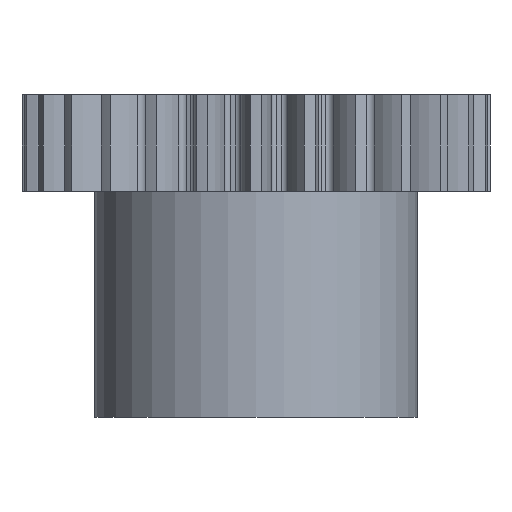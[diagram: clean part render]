
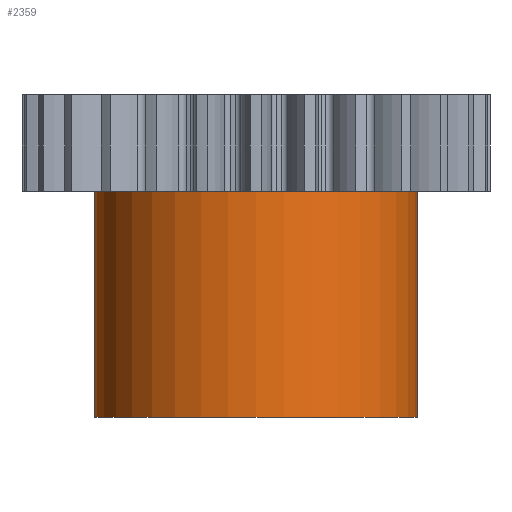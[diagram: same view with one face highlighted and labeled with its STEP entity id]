
A CAD part, front view. The second image highlights one B-rep face of the part: STEP entity #2359.
In plain terms, the highlighted cylindrical face has radius 5 mm (diameter 10 mm), a partial arc.
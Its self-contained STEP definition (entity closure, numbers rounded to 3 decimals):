
#856 = EDGE_CURVE ( 'NONE', #1010, #1245, #3870, .T. ) ;
#1010 = VERTEX_POINT ( 'NONE', #3969 ) ;
#1015 = EDGE_CURVE ( 'NONE', #1267, #1010, #4195, .T. ) ;
#1245 = VERTEX_POINT ( 'NONE', #4581 ) ;
#1247 = EDGE_CURVE ( 'NONE', #1263, #1245, #4569, .T. ) ;
#1263 = VERTEX_POINT ( 'NONE', #4615 ) ;
#1267 = VERTEX_POINT ( 'NONE', #4604 ) ;
#2352 = ORIENTED_EDGE ( 'NONE', *, *, #1015, .F. ) ;
#2358 = ORIENTED_EDGE ( 'NONE', *, *, #1247, .T. ) ;
#2359 = ADVANCED_FACE ( 'NONE', ( #6272 ), #6425, .T. ) ;
#2360 = EDGE_LOOP ( 'NONE', ( #2352, #2424, #2358, #2417 ) ) ;
#2413 = EDGE_CURVE ( 'NONE', #1267, #1263, #6292, .T. ) ;
#2417 = ORIENTED_EDGE ( 'NONE', *, *, #856, .F. ) ;
#2424 = ORIENTED_EDGE ( 'NONE', *, *, #2413, .T. ) ;
#3870 = CIRCLE ( 'NONE', #3927, 5. ) ;
#3916 = DIRECTION ( 'NONE',  ( 1., 0., 0. ) ) ;
#3917 = DIRECTION ( 'NONE',  ( 0., 0., 1. ) ) ;
#3918 = CARTESIAN_POINT ( 'NONE',  ( 0., 0., 0. ) ) ;
#3927 = AXIS2_PLACEMENT_3D ( 'NONE', #3918, #3917, #3916 ) ;
#3969 = CARTESIAN_POINT ( 'NONE',  ( -5., 0., 0. ) ) ;
#4181 = DIRECTION ( 'NONE',  ( 0., 0., 1. ) ) ;
#4182 = VECTOR ( 'NONE', #4181, 1000. ) ;
#4194 = CARTESIAN_POINT ( 'NONE',  ( -5., 0., -7. ) ) ;
#4195 = LINE ( 'NONE', #4194, #4182 ) ;
#4566 = DIRECTION ( 'NONE',  ( 0., 0., 1. ) ) ;
#4567 = VECTOR ( 'NONE', #4566, 1000. ) ;
#4568 = CARTESIAN_POINT ( 'NONE',  ( 5., 0., -7. ) ) ;
#4569 = LINE ( 'NONE', #4568, #4567 ) ;
#4581 = CARTESIAN_POINT ( 'NONE',  ( 5., 0., 0. ) ) ;
#4604 = CARTESIAN_POINT ( 'NONE',  ( -5., 0., -7. ) ) ;
#4615 = CARTESIAN_POINT ( 'NONE',  ( 5., 0., -7. ) ) ;
#6272 = FACE_OUTER_BOUND ( 'NONE', #2360, .T. ) ;
#6274 = DIRECTION ( 'NONE',  ( 0., 0., 1. ) ) ;
#6275 = CARTESIAN_POINT ( 'NONE',  ( 0., 0., -7. ) ) ;
#6292 = CIRCLE ( 'NONE', #6313, 5. ) ;
#6311 = DIRECTION ( 'NONE',  ( 1., 0., 0. ) ) ;
#6312 = DIRECTION ( 'NONE',  ( 0., 0., 1. ) ) ;
#6313 = AXIS2_PLACEMENT_3D ( 'NONE', #6448, #6312, #6311 ) ;
#6381 = AXIS2_PLACEMENT_3D ( 'NONE', #6275, #6274, #6441 ) ;
#6425 = CYLINDRICAL_SURFACE ( 'NONE', #6381, 5. ) ;
#6441 = DIRECTION ( 'NONE',  ( 1., 0., 0. ) ) ;
#6448 = CARTESIAN_POINT ( 'NONE',  ( 0., 0., -7. ) ) ;
